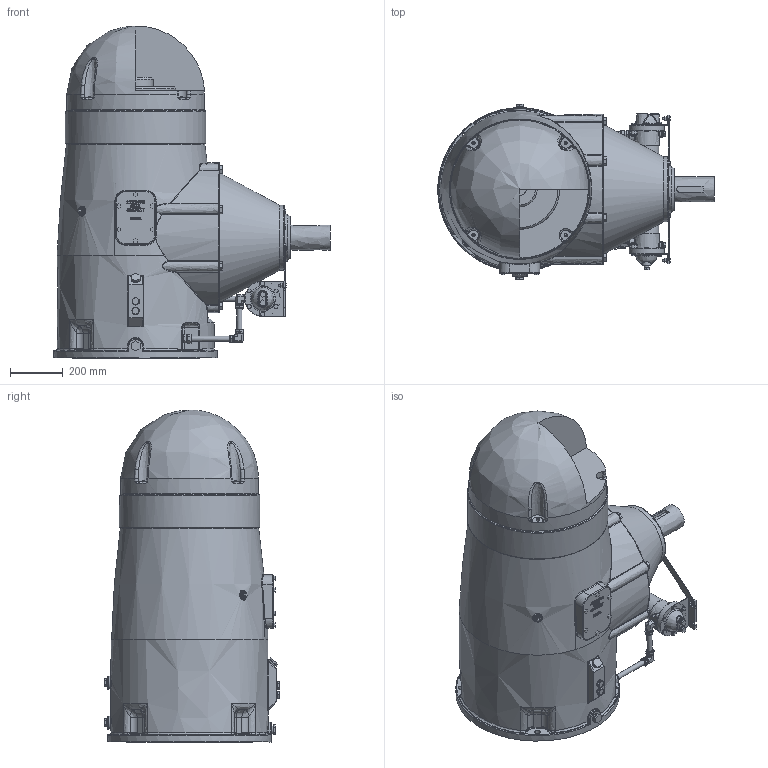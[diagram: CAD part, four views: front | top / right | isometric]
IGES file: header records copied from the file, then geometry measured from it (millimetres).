
Global section: file name: No Iges File Name specified; native system: Autodesk Inventor 2013; preprocessor: AutoDesk Inventor Iges Exporter R2013; author: michaela; date: 20140109.115516; units: inch
Bounding box: 1050.88 x 666.75 x 1262.06 mm (x, y, z)
Volume: 337603734.6 mm3; surface area: 3497542 mm2
Topology: 1 solids, 3 shells, 1678 faces, 4194 edges, 2639 vertices
Faces by surface type: bspline 1678
